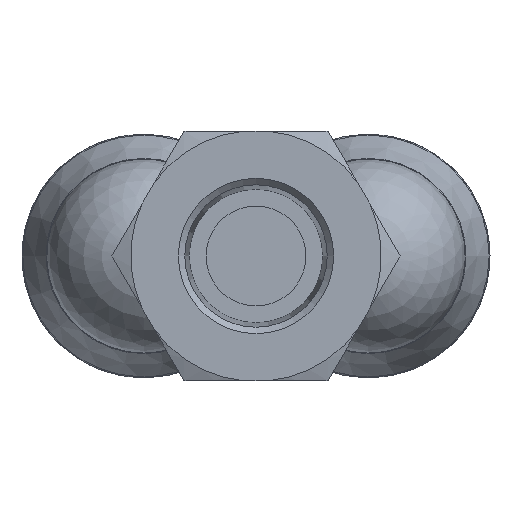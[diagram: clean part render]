
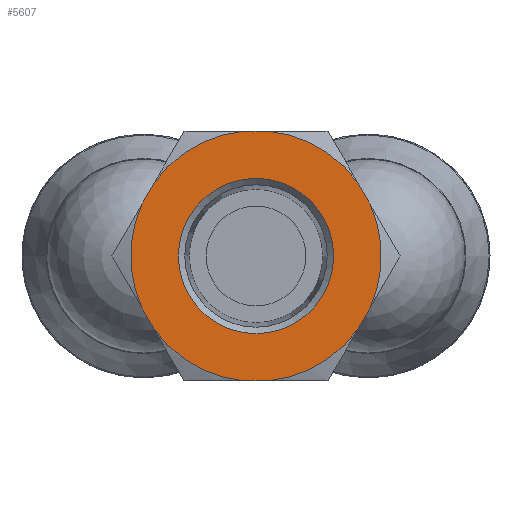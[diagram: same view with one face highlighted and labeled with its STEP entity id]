
A CAD part, front view. The second image highlights one B-rep face of the part: STEP entity #5607.
In plain terms, the highlighted face is planar.
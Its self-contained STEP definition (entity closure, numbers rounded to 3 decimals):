
#5463=CARTESIAN_POINT('',(-28.3,6.222,0.));
#5464=VERTEX_POINT('',#5463);
#5465=CARTESIAN_POINT('',(-28.3,0.,0.0));
#5466=DIRECTION('',(-1.0,0.0,0.0));
#5467=DIRECTION('',(0.0,-1.0,0.0));
#5468=AXIS2_PLACEMENT_3D('',#5465,#5466,#5467);
#5469=CIRCLE('',#5468,6.222);
#5470=EDGE_CURVE('',#5464,#5464,#5469,.T.);
#5495=CARTESIAN_POINT('',(-28.3,5.,0.0));
#5496=DIRECTION('',(-1.0,0.0,0.0));
#5497=DIRECTION('',(0.0,0.0,1.0));
#5498=AXIS2_PLACEMENT_3D('',#5495,#5496,#5497);
#5499=PLANE('',#5498);
#5500=CARTESIAN_POINT('',(-28.3,9.146,4.159));
#5501=VERTEX_POINT('',#5500);
#5502=CARTESIAN_POINT('',(-28.3,9.146,-4.159));
#5503=VERTEX_POINT('',#5502);
#5504=CARTESIAN_POINT('',(-28.3,0.,0.0));
#5505=DIRECTION('',(-1.0,0.0,0.0));
#5506=DIRECTION('',(0.0,1.0,0.0));
#5507=AXIS2_PLACEMENT_3D('',#5504,#5505,#5506);
#5508=CIRCLE('',#5507,10.047);
#5509=EDGE_CURVE('',#5501,#5503,#5508,.T.);
#5510=ORIENTED_EDGE('',*,*,#5509,.T.);
#5511=CARTESIAN_POINT('',(-28.3,8.175,-5.841));
#5512=VERTEX_POINT('',#5511);
#5513=CARTESIAN_POINT('',(-28.3,8.175,-5.841));
#5514=DIRECTION('',(0.0,0.5,0.866));
#5515=VECTOR('',#5514,1.941);
#5516=LINE('',#5513,#5515);
#5517=EDGE_CURVE('',#5512,#5503,#5516,.T.);
#5518=ORIENTED_EDGE('',*,*,#5517,.F.);
#5519=CARTESIAN_POINT('',(-28.3,0.971,-10.));
#5520=VERTEX_POINT('',#5519);
#5521=CARTESIAN_POINT('',(-28.3,0.,0.0));
#5522=DIRECTION('',(-1.0,0.0,0.0));
#5523=DIRECTION('',(0.0,1.0,0.0));
#5524=AXIS2_PLACEMENT_3D('',#5521,#5522,#5523);
#5525=CIRCLE('',#5524,10.047);
#5526=EDGE_CURVE('',#5512,#5520,#5525,.T.);
#5527=ORIENTED_EDGE('',*,*,#5526,.T.);
#5528=CARTESIAN_POINT('',(-28.3,-0.971,-10.));
#5529=VERTEX_POINT('',#5528);
#5530=CARTESIAN_POINT('',(-28.3,-0.971,-10.));
#5531=DIRECTION('',(0.0,1.0,0.0));
#5532=VECTOR('',#5531,1.941);
#5533=LINE('',#5530,#5532);
#5534=EDGE_CURVE('',#5529,#5520,#5533,.T.);
#5535=ORIENTED_EDGE('',*,*,#5534,.F.);
#5536=CARTESIAN_POINT('',(-28.3,-8.175,-5.841));
#5537=VERTEX_POINT('',#5536);
#5538=CARTESIAN_POINT('',(-28.3,0.,0.0));
#5539=DIRECTION('',(-1.0,0.0,0.0));
#5540=DIRECTION('',(0.0,1.0,0.0));
#5541=AXIS2_PLACEMENT_3D('',#5538,#5539,#5540);
#5542=CIRCLE('',#5541,10.047);
#5543=EDGE_CURVE('',#5529,#5537,#5542,.T.);
#5544=ORIENTED_EDGE('',*,*,#5543,.T.);
#5545=CARTESIAN_POINT('',(-28.3,-9.146,-4.159));
#5546=VERTEX_POINT('',#5545);
#5547=CARTESIAN_POINT('',(-28.3,-9.146,-4.159));
#5548=DIRECTION('',(0.0,0.5,-0.866));
#5549=VECTOR('',#5548,1.941);
#5550=LINE('',#5547,#5549);
#5551=EDGE_CURVE('',#5546,#5537,#5550,.T.);
#5552=ORIENTED_EDGE('',*,*,#5551,.F.);
#5553=CARTESIAN_POINT('',(-28.3,-9.146,4.159));
#5554=VERTEX_POINT('',#5553);
#5555=CARTESIAN_POINT('',(-28.3,0.,0.0));
#5556=DIRECTION('',(-1.0,0.0,0.0));
#5557=DIRECTION('',(0.0,1.0,0.0));
#5558=AXIS2_PLACEMENT_3D('',#5555,#5556,#5557);
#5559=CIRCLE('',#5558,10.047);
#5560=EDGE_CURVE('',#5546,#5554,#5559,.T.);
#5561=ORIENTED_EDGE('',*,*,#5560,.T.);
#5562=CARTESIAN_POINT('',(-28.3,-8.175,5.841));
#5563=VERTEX_POINT('',#5562);
#5564=CARTESIAN_POINT('',(-28.3,-8.175,5.841));
#5565=DIRECTION('',(0.0,-0.5,-0.866));
#5566=VECTOR('',#5565,1.941);
#5567=LINE('',#5564,#5566);
#5568=EDGE_CURVE('',#5563,#5554,#5567,.T.);
#5569=ORIENTED_EDGE('',*,*,#5568,.F.);
#5570=CARTESIAN_POINT('',(-28.3,-0.971,10.));
#5571=VERTEX_POINT('',#5570);
#5572=CARTESIAN_POINT('',(-28.3,0.,0.0));
#5573=DIRECTION('',(-1.0,0.0,0.0));
#5574=DIRECTION('',(0.0,1.0,0.0));
#5575=AXIS2_PLACEMENT_3D('',#5572,#5573,#5574);
#5576=CIRCLE('',#5575,10.047);
#5577=EDGE_CURVE('',#5563,#5571,#5576,.T.);
#5578=ORIENTED_EDGE('',*,*,#5577,.T.);
#5579=CARTESIAN_POINT('',(-28.3,0.971,10.0));
#5580=VERTEX_POINT('',#5579);
#5581=CARTESIAN_POINT('',(-28.3,0.971,10.));
#5582=DIRECTION('',(0.0,-1.0,0.0));
#5583=VECTOR('',#5582,1.941);
#5584=LINE('',#5581,#5583);
#5585=EDGE_CURVE('',#5580,#5571,#5584,.T.);
#5586=ORIENTED_EDGE('',*,*,#5585,.F.);
#5587=CARTESIAN_POINT('',(-28.3,8.175,5.841));
#5588=VERTEX_POINT('',#5587);
#5589=CARTESIAN_POINT('',(-28.3,0.,0.0));
#5590=DIRECTION('',(-1.0,0.0,0.0));
#5591=DIRECTION('',(0.0,1.0,0.0));
#5592=AXIS2_PLACEMENT_3D('',#5589,#5590,#5591);
#5593=CIRCLE('',#5592,10.047);
#5594=EDGE_CURVE('',#5580,#5588,#5593,.T.);
#5595=ORIENTED_EDGE('',*,*,#5594,.T.);
#5596=CARTESIAN_POINT('',(-28.3,9.146,4.159));
#5597=DIRECTION('',(0.0,-0.5,0.866));
#5598=VECTOR('',#5597,1.941);
#5599=LINE('',#5596,#5598);
#5600=EDGE_CURVE('',#5501,#5588,#5599,.T.);
#5601=ORIENTED_EDGE('',*,*,#5600,.F.);
#5602=EDGE_LOOP('',(#5510,#5518,#5527,#5535,#5544,#5552,#5561,#5569,#5578,#5586,#5595,#5601));
#5603=FACE_OUTER_BOUND('',#5602,.T.);
#5604=ORIENTED_EDGE('',*,*,#5470,.F.);
#5605=EDGE_LOOP('',(#5604));
#5606=FACE_BOUND('',#5605,.T.);
#5607=ADVANCED_FACE('',(#5603,#5606),#5499,.T.);
